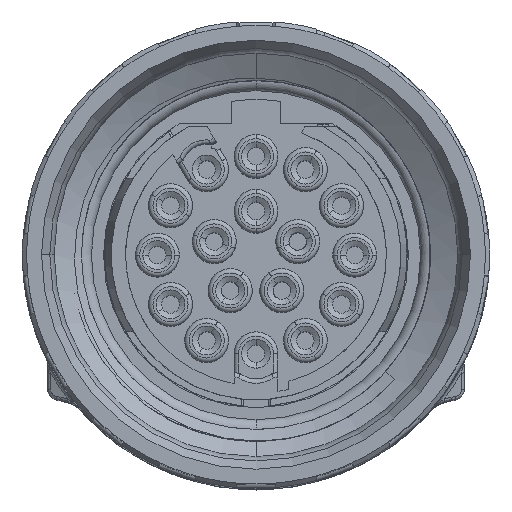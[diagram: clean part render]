
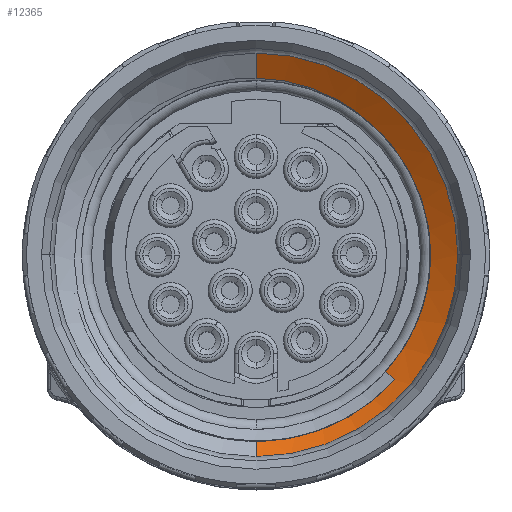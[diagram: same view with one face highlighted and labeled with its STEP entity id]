
A CAD part, top view. The second image highlights one B-rep face of the part: STEP entity #12365.
In plain terms, the highlighted conical face has half-angle 60 degrees and reference radius 8.579 mm.
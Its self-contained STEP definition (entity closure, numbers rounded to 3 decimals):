
#1019=CARTESIAN_POINT('',(0.,0.,7.983));
#1020=DIRECTION('',(0.,0.,-1.));
#1021=DIRECTION('',(0.67,0.743,0.));
#1022=AXIS2_PLACEMENT_3D('',#1019,#1020,#1021);
#1048=CARTESIAN_POINT('',(5.91,-5.33,7.983));
#1873=DIRECTION('',(0.643,-0.58,0.5));
#1874=VECTOR('',#1873,0.625);
#1875=CARTESIAN_POINT('',(5.91,-5.33,7.983));
#1876=LINE('',#1875,#1874);
#1877=CARTESIAN_POINT('',(0.,8.06,8.042));
#1878=CARTESIAN_POINT('',(0.281,8.055,8.039));
#1879=CARTESIAN_POINT('',(0.843,8.016,8.033));
#1880=CARTESIAN_POINT('',(1.673,7.87,8.025));
#1881=CARTESIAN_POINT('',(2.482,7.638,8.017));
#1882=CARTESIAN_POINT('',(3.262,7.323,8.008));
#1883=CARTESIAN_POINT('',(4.003,6.929,8.));
#1884=CARTESIAN_POINT('',(4.698,6.46,7.992));
#1885=CARTESIAN_POINT('',(5.126,6.101,7.986));
#1886=CARTESIAN_POINT('',(5.329,5.911,7.983));
#1888=CARTESIAN_POINT('',(0.,0.,8.7));
#1889=DIRECTION('',(0.,0.,1.));
#1890=DIRECTION('',(0.,-1.,0.));
#1891=AXIS2_PLACEMENT_3D('',#1888,#1889,#1890);
#1893=CARTESIAN_POINT('',(0.453,-8.488,
8.296));
#1894=CARTESIAN_POINT('',(0.403,-8.49,
8.295));
#1895=CARTESIAN_POINT('',(0.302,-8.493,
8.294));
#1896=CARTESIAN_POINT('',(0.151,-8.494,
8.293));
#1897=CARTESIAN_POINT('',(0.05,-8.493,
8.292));
#1898=CARTESIAN_POINT('',(0.,-8.493,8.292));
#1900=CARTESIAN_POINT('',(0.,0.,8.296));
#1901=DIRECTION('',(0.,0.,-1.));
#1902=DIRECTION('',(0.743,-0.67,0.));
#1903=AXIS2_PLACEMENT_3D('',#1900,#1901,#1902);
#1937=DIRECTION('',(0.,0.866,-0.5));
#1938=VECTOR('',#1937,0.817);
#1939=CARTESIAN_POINT('',(0.,-9.2,8.7));
#1940=LINE('',#1939,#1938);
#1946=DIRECTION('',(0.,-0.866,-0.5));
#1947=VECTOR('',#1946,1.317);
#1948=CARTESIAN_POINT('',(0.,9.2,8.7));
#1949=LINE('',#1948,#1947);
#9327=CARTESIAN_POINT('',(0.,-9.2,8.7));
#9328=CARTESIAN_POINT('',(0.,9.2,8.7));
#9329=VERTEX_POINT('',#9327);
#9330=VERTEX_POINT('',#9328);
#9348=VERTEX_POINT('',#1048);
#9369=CARTESIAN_POINT('',(6.312,-5.692,8.296));
#9370=VERTEX_POINT('',#9369);
#9371=CARTESIAN_POINT('',(0.453,-8.488,
8.296));
#9372=VERTEX_POINT('',#9371);
#9373=VERTEX_POINT('',#1898);
#9374=VERTEX_POINT('',#1877);
#9375=VERTEX_POINT('',#1886);
#12347=CARTESIAN_POINT('',(0.,0.,8.342));
#12348=DIRECTION('',(0.,0.,1.));
#12349=DIRECTION('',(0.,1.,0.));
#12350=AXIS2_PLACEMENT_3D('',#12347,#12348,#12349);
#12351=CONICAL_SURFACE('',#12350,8.579,60.);
#12352=ORIENTED_EDGE('',*,*,#11663,.F.);
#12353=ORIENTED_EDGE('',*,*,#11691,.F.);
#12354=ORIENTED_EDGE('',*,*,#11986,.F.);
#12356=ORIENTED_EDGE('',*,*,#12355,.F.);
#12358=ORIENTED_EDGE('',*,*,#12357,.F.);
#12360=ORIENTED_EDGE('',*,*,#12359,.T.);
#12361=ORIENTED_EDGE('',*,*,#11982,.F.);
#12362=ORIENTED_EDGE('',*,*,#12338,.F.);
#12363=EDGE_LOOP('',(#12352,#12353,#12354,#12356,#12358,#12360,#12361,#12362));
#12364=FACE_OUTER_BOUND('',#12363,.F.);
#1023=CIRCLE('',#1022,7.959);
#1887=B_SPLINE_CURVE_WITH_KNOTS('',3,(#1877,#1878,#1879,#1880,#1881,#1882,#1883,
#1884,#1885,#1886),.UNSPECIFIED.,.F.,.F.,(4,1,1,1,1,1,1,4),(0.,
0.143,0.286,0.429,0.571,
0.714,0.857,1.),.UNSPECIFIED.);
#1892=CIRCLE('',#1891,9.2);
#1899=B_SPLINE_CURVE_WITH_KNOTS('',3,(#1893,#1894,#1895,#1896,#1897,#1898),
.UNSPECIFIED.,.F.,.F.,(4,1,1,4),(0.,0.333,0.667,1.),
.UNSPECIFIED.);
#1904=CIRCLE('',#1903,8.5);
#11663=EDGE_CURVE('',#9348,#9370,#1876,.T.);
#11691=EDGE_CURVE('',#9375,#9348,#1023,.T.);
#11982=EDGE_CURVE('',#9372,#9373,#1899,.T.);
#11986=EDGE_CURVE('',#9374,#9375,#1887,.T.);
#12338=EDGE_CURVE('',#9370,#9372,#1904,.T.);
#12355=EDGE_CURVE('',#9330,#9374,#1949,.T.);
#12357=EDGE_CURVE('',#9329,#9330,#1892,.T.);
#12359=EDGE_CURVE('',#9329,#9373,#1940,.T.);
#12365=ADVANCED_FACE('',(#12364),#12351,.F.);
